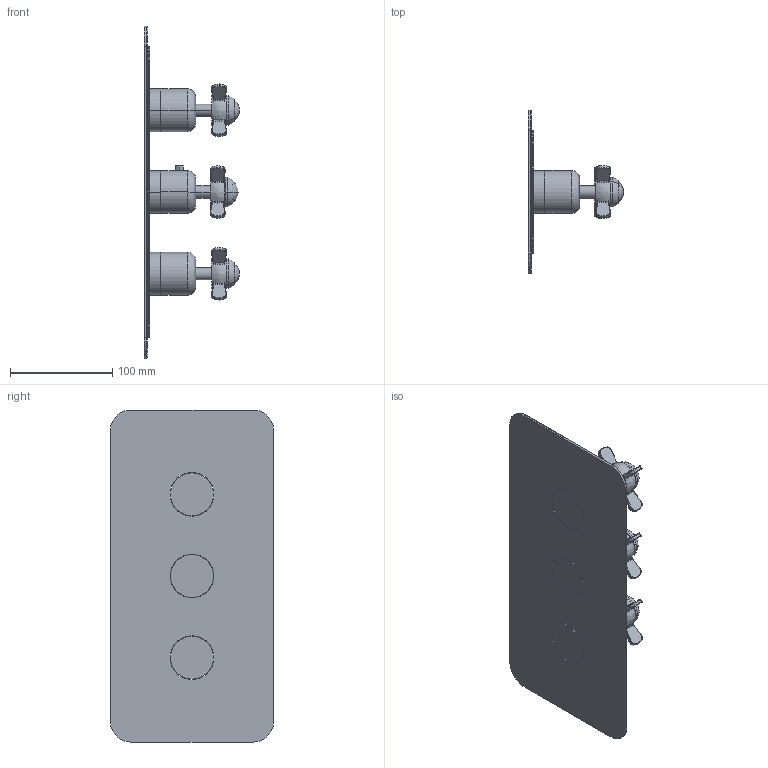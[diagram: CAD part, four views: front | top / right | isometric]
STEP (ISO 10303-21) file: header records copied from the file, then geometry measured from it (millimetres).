
FILE_DESCRIPTION((''),'2;1');
FILE_NAME('98690-98691_ASM','2018-08-09T',('MQ'),(''),'PRO/ENGINEER BY PARAMETRIC TECHNOLOGY CORPORATION, 2012130','PRO/ENGINEER BY PARAMETRIC TECHNOLOGY CORPORATION, 2012130','');
FILE_SCHEMA(('CONFIG_CONTROL_DESIGN'));
Products named in the file (10): 85693_10; 98_3; 96_2; ACCROSSHANDLE-04_12; ACCROSSHANDLE-03_3; 85693_ASM_5_ASM; ACCROSSHANDLE-04; ACCROSSHANDLE-03; ACCROSSHANDLE_ASM; 98690-98691_ASM
Assembly tree (11 placements, depth 3):
  98690-98691_ASM
    85693_ASM_5_ASM
      85693_10
      98_3  x2
      96_2
      ACCROSSHANDLE-04_12
      ACCROSSHANDLE-03_3
    ACCROSSHANDLE_ASM  x2
      ACCROSSHANDLE-04
      ACCROSSHANDLE-03
Bounding box: 93 x 160 x 325 mm (x, y, z)
Volume: 459679.1 mm3; surface area: 150093.5 mm2
Topology: 10 solids, 10 shells, 447 faces, 1070 edges, 657 vertices
Faces by surface type: cylinder 136, torus 116, bspline 102, plane 87, sphere 6
Entity records: 12185 total; most frequent: CARTESIAN_POINT 4887, DIRECTION 1518, ORIENTED_EDGE 1516, EDGE_CURVE 758, AXIS2_PLACEMENT_3D 677, VERTEX_POINT 470, CIRCLE 400, EDGE_LOOP 336
